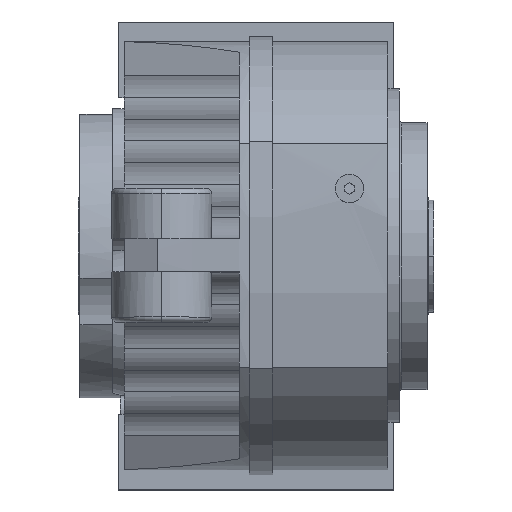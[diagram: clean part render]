
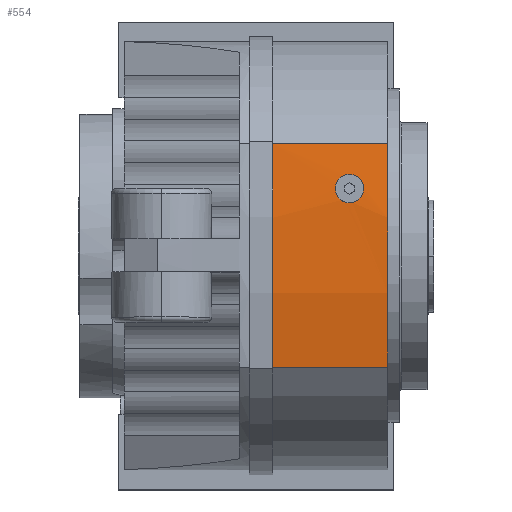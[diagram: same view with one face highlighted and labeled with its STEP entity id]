
A CAD part, top view. The second image highlights one B-rep face of the part: STEP entity #554.
In plain terms, the highlighted cylindrical face has radius 400 mm (diameter 800 mm), a partial arc.
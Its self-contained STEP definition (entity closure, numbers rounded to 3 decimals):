
#554=ADVANCED_FACE('NONE',(#1428,#1429),#1430,.T.);
#1428=FACE_BOUND('',#2629,.T.);
#1429=FACE_OUTER_BOUND('',#2630,.T.);
#1430=CYLINDRICAL_SURFACE('',#2631,400.0);
#2629=EDGE_LOOP('',(#5652,#5653,#5654));
#2630=EDGE_LOOP('',(#5655,#5656,#5657,#5658));
#2631=AXIS2_PLACEMENT_3D('',#5659,#5660,#5661);
#5652=ORIENTED_EDGE('',*,*,#8832,.T.);
#5653=ORIENTED_EDGE('',*,*,#8525,.T.);
#5654=ORIENTED_EDGE('',*,*,#8833,.T.);
#5655=ORIENTED_EDGE('',*,*,#8848,.T.);
#5656=ORIENTED_EDGE('',*,*,#8849,.T.);
#5657=ORIENTED_EDGE('',*,*,#8850,.F.);
#5658=ORIENTED_EDGE('',*,*,#8851,.T.);
#5659=CARTESIAN_POINT('',(585.536,0.,-98.111));
#5660=DIRECTION('',(1.0,0.0,0.0));
#5661=DIRECTION('',(0.0,-1.0,0.0));
#8525=EDGE_CURVE('',#9966,#9970,#9972,.T.);
#8832=EDGE_CURVE('',#10478,#9966,#10479,.T.);
#8833=EDGE_CURVE('',#9970,#10478,#10480,.T.);
#8848=EDGE_CURVE('NONE',#10499,#10500,#10501,.T.);
#8849=EDGE_CURVE('NONE',#10500,#10502,#10503,.T.);
#8850=EDGE_CURVE('NONE',#10504,#10502,#10505,.F.);
#8851=EDGE_CURVE('NONE',#10504,#10499,#10506,.F.);
#9966=VERTEX_POINT('',#12066);
#9970=VERTEX_POINT('',#12071);
#9972=B_SPLINE_CURVE_WITH_KNOTS('',3,(#12074,#12075,#12076,#12077,#12078,#12079,#12080,#12081,#12082,#12083,#12084,#12085,#12086,#12087,#12088,#12089,#12090,#12091,#12092,#12093,#12094,#12095,#12096,#12097,#12098,#12099,#12100,#12101,#12102,#12103,#12104,#12105,#12106,#12107),.UNSPECIFIED.,.F.,.F.,(4,2,2,2,2,2,2,2,2,2,2,2,2,2,2,2,4),(12.846,14.454,16.062,17.67,19.278,20.879,22.479,24.08,25.68,27.281,28.881,30.481,32.082,33.69,35.298,36.906,38.514),.UNSPECIFIED.);
#10478=VERTEX_POINT('',#12817);
#10479=B_SPLINE_CURVE_WITH_KNOTS('',3,(#12818,#12819,#12820,#12821,#12822,#12823,#12824,#12825,#12826,#12827,#12828,#12829,#12830,#12831,#12832,#12833,#12834,#12835),.UNSPECIFIED.,.F.,.F.,(4,2,2,2,2,2,2,2,4),(0.0,1.601,3.201,4.802,6.403,8.014,9.624,11.235,12.846),.UNSPECIFIED.);
#10480=B_SPLINE_CURVE_WITH_KNOTS('',3,(#12836,#12837,#12838,#12839,#12840,#12841,#12842,#12843,#12844,#12845,#12846,#12847,#12848,#12849,#12850,#12851,#12852,#12853),.UNSPECIFIED.,.F.,.F.,(4,2,2,2,2,2,2,2,4),(38.514,40.125,41.736,43.347,44.958,46.558,48.159,49.76,51.36),.UNSPECIFIED.);
#10499=VERTEX_POINT('NONE',#12877);
#10500=VERTEX_POINT('NONE',#12878);
#10501=LINE('',#12879,#12880);
#10502=VERTEX_POINT('NONE',#12881);
#10503=CIRCLE('',#12882,400.0);
#10504=VERTEX_POINT('NONE',#12883);
#10505=LINE('',#12884,#12885);
#10506=CIRCLE('',#12886,400.0);
#12066=CARTESIAN_POINT('',(170.0,40.0,299.884));
#12071=CARTESIAN_POINT('',(153.0,40.0,299.884));
#12074=CARTESIAN_POINT('',(170.0,40.0,299.884));
#12075=CARTESIAN_POINT('',(170.0,39.467,299.937));
#12076=CARTESIAN_POINT('',(169.949,38.915,299.992));
#12077=CARTESIAN_POINT('',(169.734,37.817,300.097));
#12078=CARTESIAN_POINT('',(169.57,37.271,300.149));
#12079=CARTESIAN_POINT('',(169.136,36.222,300.246));
#12080=CARTESIAN_POINT('',(168.865,35.72,300.291));
#12081=CARTESIAN_POINT('',(168.239,34.79,300.373));
#12082=CARTESIAN_POINT('',(167.884,34.363,300.41));
#12083=CARTESIAN_POINT('',(167.129,33.609,300.475));
#12084=CARTESIAN_POINT('',(166.703,33.255,300.504));
#12085=CARTESIAN_POINT('',(165.776,32.633,300.556));
#12086=CARTESIAN_POINT('',(165.274,32.363,300.577));
#12087=CARTESIAN_POINT('',(164.228,31.93,300.612));
#12088=CARTESIAN_POINT('',(163.682,31.766,300.625));
#12089=CARTESIAN_POINT('',(162.585,31.551,300.642));
#12090=CARTESIAN_POINT('',(162.033,31.5,300.647));
#12091=CARTESIAN_POINT('',(160.967,31.5,300.647));
#12092=CARTESIAN_POINT('',(160.415,31.551,300.642));
#12093=CARTESIAN_POINT('',(159.318,31.766,300.625));
#12094=CARTESIAN_POINT('',(158.772,31.93,300.612));
#12095=CARTESIAN_POINT('',(157.726,32.363,300.577));
#12096=CARTESIAN_POINT('',(157.224,32.633,300.556));
#12097=CARTESIAN_POINT('',(156.297,33.255,300.504));
#12098=CARTESIAN_POINT('',(155.871,33.609,300.475));
#12099=CARTESIAN_POINT('',(155.116,34.363,300.41));
#12100=CARTESIAN_POINT('',(154.761,34.79,300.373));
#12101=CARTESIAN_POINT('',(154.135,35.72,300.291));
#12102=CARTESIAN_POINT('',(153.864,36.222,300.246));
#12103=CARTESIAN_POINT('',(153.43,37.271,300.149));
#12104=CARTESIAN_POINT('',(153.266,37.817,300.097));
#12105=CARTESIAN_POINT('',(153.051,38.915,299.992));
#12106=CARTESIAN_POINT('',(153.0,39.467,299.937));
#12107=CARTESIAN_POINT('',(153.0,40.0,299.884));
#12817=CARTESIAN_POINT('',(161.5,48.5,298.938));
#12818=CARTESIAN_POINT('',(161.5,48.5,298.938));
#12819=CARTESIAN_POINT('',(162.034,48.5,298.938));
#12820=CARTESIAN_POINT('',(162.585,48.449,298.944));
#12821=CARTESIAN_POINT('',(163.682,48.234,298.97));
#12822=CARTESIAN_POINT('',(164.228,48.07,298.99));
#12823=CARTESIAN_POINT('',(165.273,47.637,299.042));
#12824=CARTESIAN_POINT('',(165.775,47.368,299.074));
#12825=CARTESIAN_POINT('',(166.701,46.746,299.148));
#12826=CARTESIAN_POINT('',(167.127,46.393,299.189));
#12827=CARTESIAN_POINT('',(167.882,45.64,299.277));
#12828=CARTESIAN_POINT('',(168.237,45.213,299.326));
#12829=CARTESIAN_POINT('',(168.863,44.283,299.43));
#12830=CARTESIAN_POINT('',(169.134,43.78,299.486));
#12831=CARTESIAN_POINT('',(169.569,42.732,299.6));
#12832=CARTESIAN_POINT('',(169.733,42.186,299.658));
#12833=CARTESIAN_POINT('',(169.949,41.087,299.773));
#12834=CARTESIAN_POINT('',(170.0,40.534,299.83));
#12835=CARTESIAN_POINT('',(170.0,40.0,299.884));
#12836=CARTESIAN_POINT('',(153.0,40.0,299.884));
#12837=CARTESIAN_POINT('',(153.0,40.534,299.83));
#12838=CARTESIAN_POINT('',(153.051,41.087,299.773));
#12839=CARTESIAN_POINT('',(153.267,42.186,299.658));
#12840=CARTESIAN_POINT('',(153.431,42.732,299.6));
#12841=CARTESIAN_POINT('',(153.866,43.78,299.486));
#12842=CARTESIAN_POINT('',(154.137,44.283,299.43));
#12843=CARTESIAN_POINT('',(154.763,45.213,299.326));
#12844=CARTESIAN_POINT('',(155.118,45.64,299.277));
#12845=CARTESIAN_POINT('',(155.873,46.393,299.189));
#12846=CARTESIAN_POINT('',(156.299,46.746,299.148));
#12847=CARTESIAN_POINT('',(157.225,47.368,299.074));
#12848=CARTESIAN_POINT('',(157.727,47.637,299.042));
#12849=CARTESIAN_POINT('',(158.772,48.07,298.99));
#12850=CARTESIAN_POINT('',(159.318,48.234,298.97));
#12851=CARTESIAN_POINT('',(160.415,48.449,298.944));
#12852=CARTESIAN_POINT('',(160.966,48.5,298.938));
#12853=CARTESIAN_POINT('',(161.5,48.5,298.938));
#12877=CARTESIAN_POINT('',(184.5,67.,296.238));
#12878=CARTESIAN_POINT('',(115.5,67.,296.238));
#12879=CARTESIAN_POINT('',(585.536,67.,296.238));
#12880=VECTOR('',#15930,1.0);
#12881=CARTESIAN_POINT('',(115.5,-67.,296.238));
#12882=AXIS2_PLACEMENT_3D('',#15931,#15932,#15933);
#12883=CARTESIAN_POINT('',(184.5,-67.,296.238));
#12884=CARTESIAN_POINT('',(585.536,-67.,296.238));
#12885=VECTOR('',#15934,1.0);
#12886=AXIS2_PLACEMENT_3D('',#15935,#15936,#15937);
#15930=DIRECTION('',(-1.0,0.0,0.0));
#15931=CARTESIAN_POINT('',(115.5,0.,-98.111));
#15932=DIRECTION('',(1.0,0.0,0.0));
#15933=DIRECTION('',(0.0,-1.0,0.0));
#15934=DIRECTION('',(1.0,0.0,0.0));
#15935=CARTESIAN_POINT('',(184.5,0.,-98.111));
#15936=DIRECTION('',(1.0,0.0,0.0));
#15937=DIRECTION('',(0.0,-1.0,0.0));
